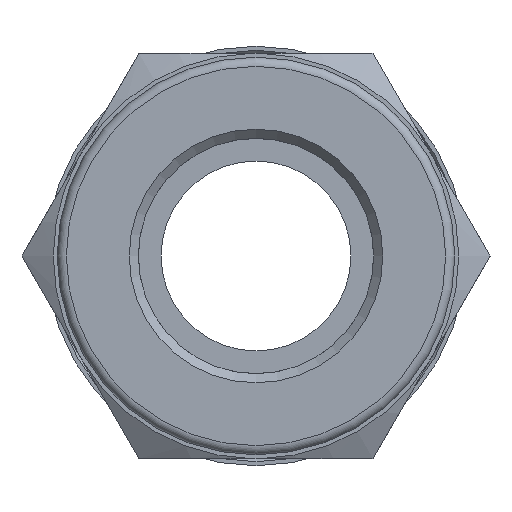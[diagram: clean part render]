
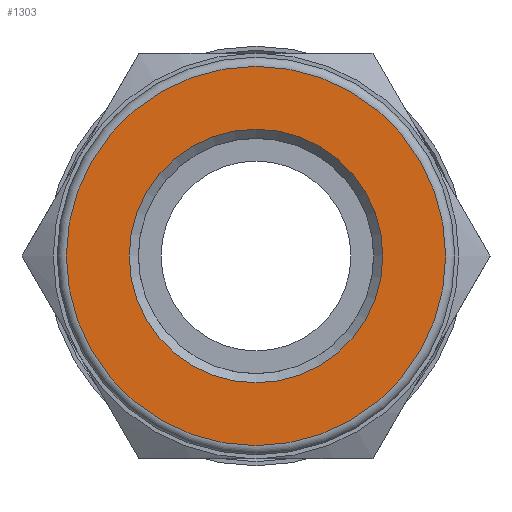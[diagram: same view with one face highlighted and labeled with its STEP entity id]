
A CAD part, left-side view. The second image highlights one B-rep face of the part: STEP entity #1303.
In plain terms, the highlighted planar face has unit normal (-1, 0, 0).
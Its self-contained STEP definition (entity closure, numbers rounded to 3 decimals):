
#76=FACE_BOUND('',#316,.T.);
#139=CIRCLE('',#1465,6.95);
#140=CIRCLE('',#1467,10.4);
#218=FACE_OUTER_BOUND('',#315,.T.);
#315=EDGE_LOOP('',(#1097));
#316=EDGE_LOOP('',(#1098));
#617=VERTEX_POINT('',#2261);
#618=VERTEX_POINT('',#2265);
#786=EDGE_CURVE('',#617,#617,#139,.T.);
#787=EDGE_CURVE('',#618,#618,#140,.T.);
#1097=ORIENTED_EDGE('',*,*,#787,.F.);
#1098=ORIENTED_EDGE('',*,*,#786,.T.);
#1229=PLANE('',#1466);
#1303=ADVANCED_FACE('',(#218,#76),#1229,.T.);
#1465=AXIS2_PLACEMENT_3D('',#2263,#1792,#1793);
#1466=AXIS2_PLACEMENT_3D('',#2264,#1794,#1795);
#1467=AXIS2_PLACEMENT_3D('',#2266,#1796,#1797);
#1792=DIRECTION('center_axis',(1.,0.,0.));
#1793=DIRECTION('ref_axis',(0.,0.,-1.));
#1794=DIRECTION('center_axis',(-1.,0.,0.));
#1795=DIRECTION('ref_axis',(0.,0.,1.));
#1796=DIRECTION('center_axis',(1.,0.,0.));
#1797=DIRECTION('ref_axis',(0.,0.,-1.));
#2261=CARTESIAN_POINT('',(-25.701,-6.95,0.));
#2263=CARTESIAN_POINT('Origin',(-25.701,0.,
0.));
#2264=CARTESIAN_POINT('Origin',(-25.701,10.4,0.));
#2265=CARTESIAN_POINT('',(-25.701,0.,10.4));
#2266=CARTESIAN_POINT('Origin',(-25.701,0.,
0.));
